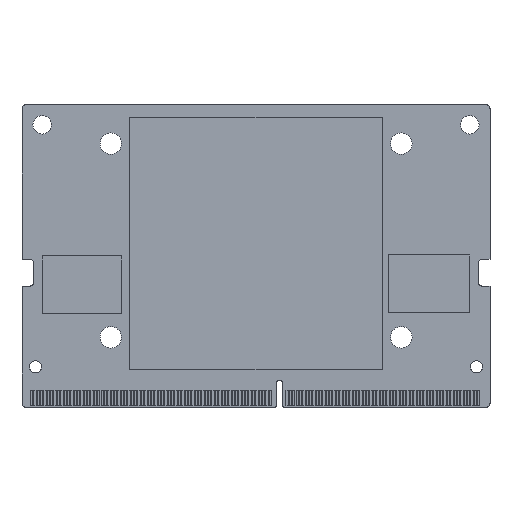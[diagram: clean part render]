
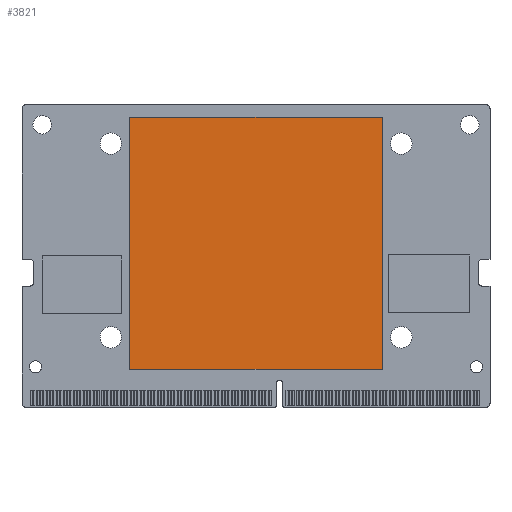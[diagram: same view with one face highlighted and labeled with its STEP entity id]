
A CAD part, top view. The second image highlights one B-rep face of the part: STEP entity #3821.
In plain terms, the highlighted planar face has unit normal (0, 0, 1).
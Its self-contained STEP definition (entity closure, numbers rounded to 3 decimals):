
#3731 = VERTEX_POINT('',#3732);
#3732 = CARTESIAN_POINT('',(14.05,-0.35,3.83));
#3738 = EDGE_CURVE('',#3739,#3731,#3741,.T.);
#3739 = VERTEX_POINT('',#3740);
#3740 = CARTESIAN_POINT('',(51.55,-0.35,3.83));
#3741 = LINE('',#3742,#3743);
#3742 = CARTESIAN_POINT('',(51.55,-0.35,3.83));
#3743 = VECTOR('',#3744,1.);
#3744 = DIRECTION('',(-1.,0.,0.));
#3762 = VERTEX_POINT('',#3763);
#3763 = CARTESIAN_POINT('',(14.05,37.15,3.83));
#3769 = EDGE_CURVE('',#3731,#3762,#3770,.T.);
#3770 = LINE('',#3771,#3772);
#3771 = CARTESIAN_POINT('',(14.05,-0.35,3.83));
#3772 = VECTOR('',#3773,1.);
#3773 = DIRECTION('',(0.,1.,0.));
#3786 = VERTEX_POINT('',#3787);
#3787 = CARTESIAN_POINT('',(51.55,37.15,3.83));
#3793 = EDGE_CURVE('',#3762,#3786,#3794,.T.);
#3794 = LINE('',#3795,#3796);
#3795 = CARTESIAN_POINT('',(14.05,37.15,3.83));
#3796 = VECTOR('',#3797,1.);
#3797 = DIRECTION('',(1.,0.,0.));
#3810 = EDGE_CURVE('',#3786,#3739,#3811,.T.);
#3811 = LINE('',#3812,#3813);
#3812 = CARTESIAN_POINT('',(51.55,37.15,3.83));
#3813 = VECTOR('',#3814,1.);
#3814 = DIRECTION('',(0.,-1.,0.));
#3821 = ADVANCED_FACE('',(#3822),#3828,.T.);
#3822 = FACE_BOUND('',#3823,.F.);
#3823 = EDGE_LOOP('',(#3824,#3825,#3826,#3827));
#3824 = ORIENTED_EDGE('',*,*,#3738,.T.);
#3825 = ORIENTED_EDGE('',*,*,#3769,.T.);
#3826 = ORIENTED_EDGE('',*,*,#3793,.T.);
#3827 = ORIENTED_EDGE('',*,*,#3810,.T.);
#3828 = PLANE('',#3829);
#3829 = AXIS2_PLACEMENT_3D('',#3830,#3831,#3832);
#3830 = CARTESIAN_POINT('',(0.,0.,3.83));
#3831 = DIRECTION('',(0.,0.,1.));
#3832 = DIRECTION('',(0.,1.,0.));
